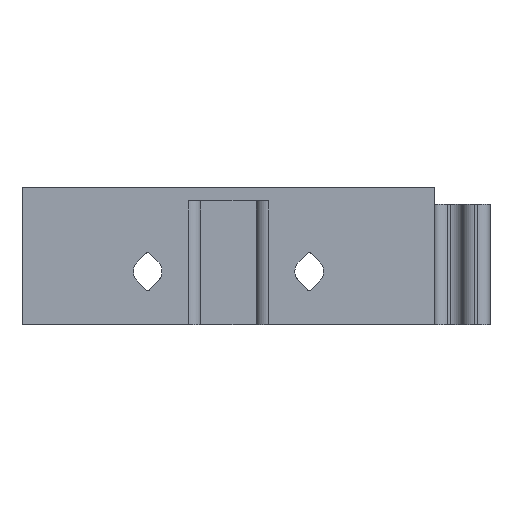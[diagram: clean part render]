
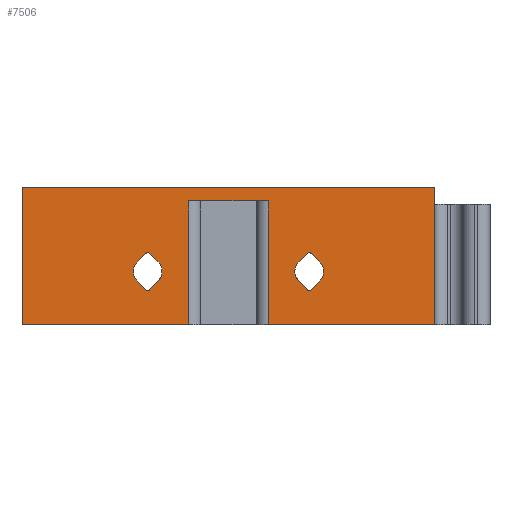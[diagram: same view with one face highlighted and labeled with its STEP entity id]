
A CAD part, left-side view. The second image highlights one B-rep face of the part: STEP entity #7506.
In plain terms, the highlighted planar face has unit normal (-1, 0, 0).
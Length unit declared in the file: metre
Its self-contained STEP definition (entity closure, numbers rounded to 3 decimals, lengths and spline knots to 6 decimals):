
#188=CIRCLE('',#8046,0.0004);
#189=CIRCLE('',#8047,0.002075);
#190=CIRCLE('',#8048,0.0004);
#191=CIRCLE('',#8049,0.002075);
#192=CIRCLE('',#8050,0.0004);
#193=CIRCLE('',#8051,0.002075);
#194=CIRCLE('',#8052,0.0004);
#195=CIRCLE('',#8053,0.002075);
#402=PLANE('',#8045);
#670=LINE('',#11004,#1424);
#800=LINE('',#11392,#1554);
#828=LINE('',#11497,#1582);
#977=LINE('',#12057,#1731);
#978=LINE('',#12058,#1732);
#979=LINE('',#12060,#1733);
#980=LINE('',#12062,#1734);
#981=LINE('',#12063,#1735);
#982=LINE('',#12064,#1736);
#983=LINE('',#12069,#1737);
#984=LINE('',#12073,#1738);
#985=LINE('',#12077,#1739);
#986=LINE('',#12080,#1740);
#987=LINE('',#12085,#1741);
#988=LINE('',#12089,#1742);
#989=LINE('',#12093,#1743);
#1424=VECTOR('',#8535,1.);
#1554=VECTOR('',#8799,1.);
#1582=VECTOR('',#8875,1.);
#1731=VECTOR('',#9260,1.);
#1732=VECTOR('',#9261,1.);
#1733=VECTOR('',#9262,1.);
#1734=VECTOR('',#9263,1.);
#1735=VECTOR('',#9264,1.);
#1736=VECTOR('',#9265,1.);
#1737=VECTOR('',#9268,1.);
#1738=VECTOR('',#9271,1.);
#1739=VECTOR('',#9274,1.);
#1740=VECTOR('',#9277,1.);
#1741=VECTOR('',#9280,1.);
#1742=VECTOR('',#9283,1.);
#1743=VECTOR('',#9286,1.);
#3011=ORIENTED_EDGE('',*,*,#5049,.T.);
#3012=ORIENTED_EDGE('',*,*,#4744,.F.);
#3013=ORIENTED_EDGE('',*,*,#5050,.F.);
#3014=ORIENTED_EDGE('',*,*,#5051,.F.);
#3015=ORIENTED_EDGE('',*,*,#5052,.T.);
#3016=ORIENTED_EDGE('',*,*,#4796,.F.);
#3017=ORIENTED_EDGE('',*,*,#5053,.T.);
#3018=ORIENTED_EDGE('',*,*,#4570,.T.);
#3019=ORIENTED_EDGE('',*,*,#5054,.F.);
#3020=ORIENTED_EDGE('',*,*,#5055,.F.);
#3021=ORIENTED_EDGE('',*,*,#5056,.T.);
#3022=ORIENTED_EDGE('',*,*,#5057,.F.);
#3023=ORIENTED_EDGE('',*,*,#5058,.T.);
#3024=ORIENTED_EDGE('',*,*,#5059,.F.);
#3025=ORIENTED_EDGE('',*,*,#5060,.F.);
#3026=ORIENTED_EDGE('',*,*,#5061,.F.);
#3027=ORIENTED_EDGE('',*,*,#5062,.F.);
#3028=ORIENTED_EDGE('',*,*,#5063,.F.);
#3029=ORIENTED_EDGE('',*,*,#5064,.T.);
#3030=ORIENTED_EDGE('',*,*,#5065,.F.);
#3031=ORIENTED_EDGE('',*,*,#5066,.T.);
#3032=ORIENTED_EDGE('',*,*,#5067,.F.);
#3033=ORIENTED_EDGE('',*,*,#5068,.F.);
#3034=ORIENTED_EDGE('',*,*,#5069,.F.);
#4570=EDGE_CURVE('',#5658,#5661,#670,.F.);
#4744=EDGE_CURVE('',#5811,#5812,#800,.F.);
#4796=EDGE_CURVE('',#5863,#5864,#828,.F.);
#5049=EDGE_CURVE('',#5661,#5812,#977,.T.);
#5050=EDGE_CURVE('',#6057,#5811,#978,.T.);
#5051=EDGE_CURVE('',#6058,#6057,#979,.F.);
#5052=EDGE_CURVE('',#6058,#5864,#980,.F.);
#5053=EDGE_CURVE('',#5863,#5658,#981,.T.);
#5054=EDGE_CURVE('',#6059,#6060,#982,.T.);
#5055=EDGE_CURVE('',#6061,#6059,#188,.T.);
#5056=EDGE_CURVE('',#6061,#6062,#983,.T.);
#5057=EDGE_CURVE('',#6063,#6062,#189,.T.);
#5058=EDGE_CURVE('',#6063,#6064,#984,.T.);
#5059=EDGE_CURVE('',#6065,#6064,#190,.T.);
#5060=EDGE_CURVE('',#6066,#6065,#985,.T.);
#5061=EDGE_CURVE('',#6060,#6066,#191,.T.);
#5062=EDGE_CURVE('',#6067,#6068,#986,.T.);
#5063=EDGE_CURVE('',#6069,#6067,#192,.T.);
#5064=EDGE_CURVE('',#6069,#6070,#987,.T.);
#5065=EDGE_CURVE('',#6071,#6070,#193,.T.);
#5066=EDGE_CURVE('',#6071,#6072,#988,.T.);
#5067=EDGE_CURVE('',#6073,#6072,#194,.T.);
#5068=EDGE_CURVE('',#6074,#6073,#989,.T.);
#5069=EDGE_CURVE('',#6068,#6074,#195,.T.);
#5658=VERTEX_POINT('',#10998);
#5661=VERTEX_POINT('',#11003);
#5811=VERTEX_POINT('',#11393);
#5812=VERTEX_POINT('',#11394);
#5863=VERTEX_POINT('',#11496);
#5864=VERTEX_POINT('',#11498);
#6057=VERTEX_POINT('',#12059);
#6058=VERTEX_POINT('',#12061);
#6059=VERTEX_POINT('',#12065);
#6060=VERTEX_POINT('',#12066);
#6061=VERTEX_POINT('',#12068);
#6062=VERTEX_POINT('',#12070);
#6063=VERTEX_POINT('',#12072);
#6064=VERTEX_POINT('',#12074);
#6065=VERTEX_POINT('',#12076);
#6066=VERTEX_POINT('',#12078);
#6067=VERTEX_POINT('',#12081);
#6068=VERTEX_POINT('',#12082);
#6069=VERTEX_POINT('',#12084);
#6070=VERTEX_POINT('',#12086);
#6071=VERTEX_POINT('',#12088);
#6072=VERTEX_POINT('',#12090);
#6073=VERTEX_POINT('',#12092);
#6074=VERTEX_POINT('',#12094);
#6608=EDGE_LOOP('',(#3011,#3012,#3013,#3014,#3015,#3016,#3017,#3018));
#6609=EDGE_LOOP('',(#3019,#3020,#3021,#3022,#3023,#3024,#3025,#3026));
#6610=EDGE_LOOP('',(#3027,#3028,#3029,#3030,#3031,#3032,#3033,#3034));
#7032=FACE_BOUND('',#6608,.T.);
#7033=FACE_BOUND('',#6609,.T.);
#7034=FACE_BOUND('',#6610,.T.);
#7506=ADVANCED_FACE('',(#7032,#7033,#7034),#402,.T.);
#8045=AXIS2_PLACEMENT_3D('',#12056,#9258,#9259);
#8046=AXIS2_PLACEMENT_3D('',#12067,#9266,#9267);
#8047=AXIS2_PLACEMENT_3D('',#12071,#9269,#9270);
#8048=AXIS2_PLACEMENT_3D('',#12075,#9272,#9273);
#8049=AXIS2_PLACEMENT_3D('',#12079,#9275,#9276);
#8050=AXIS2_PLACEMENT_3D('',#12083,#9278,#9279);
#8051=AXIS2_PLACEMENT_3D('',#12087,#9281,#9282);
#8052=AXIS2_PLACEMENT_3D('',#12091,#9284,#9285);
#8053=AXIS2_PLACEMENT_3D('',#12095,#9287,#9288);
#8535=DIRECTION('',(0.,-1.,0.));
#8799=DIRECTION('',(0.,-1.,0.));
#8875=DIRECTION('',(0.,-1.,0.));
#9258=DIRECTION('',(-1.,0.,0.));
#9259=DIRECTION('',(0.,-1.,0.));
#9260=DIRECTION('',(0.,0.,-1.));
#9261=DIRECTION('',(0.,0.,-1.));
#9262=DIRECTION('',(0.,-1.,0.));
#9263=DIRECTION('',(0.,0.,1.));
#9264=DIRECTION('',(0.,0.,1.));
#9265=DIRECTION('',(0.,-0.707,0.707));
#9266=DIRECTION('',(-1.,0.,0.));
#9267=DIRECTION('',(0.,-1.,0.));
#9268=DIRECTION('',(0.,0.707,0.707));
#9269=DIRECTION('',(-1.,0.,0.));
#9270=DIRECTION('',(0.,-1.,0.));
#9271=DIRECTION('',(0.,-0.707,0.707));
#9272=DIRECTION('',(-1.,0.,0.));
#9273=DIRECTION('',(0.,-1.,0.));
#9274=DIRECTION('',(0.,0.707,0.707));
#9275=DIRECTION('',(-1.,0.,0.));
#9276=DIRECTION('',(0.,-1.,0.));
#9277=DIRECTION('',(0.,-0.707,0.707));
#9278=DIRECTION('',(-1.,0.,0.));
#9279=DIRECTION('',(0.,-1.,0.));
#9280=DIRECTION('',(0.,0.707,0.707));
#9281=DIRECTION('',(-1.,0.,0.));
#9282=DIRECTION('',(0.,-1.,0.));
#9283=DIRECTION('',(0.,-0.707,0.707));
#9284=DIRECTION('',(-1.,0.,0.));
#9285=DIRECTION('',(0.,-1.,0.));
#9286=DIRECTION('',(0.,0.707,0.707));
#9287=DIRECTION('',(-1.,0.,0.));
#9288=DIRECTION('',(0.,-1.,0.));
#10998=CARTESIAN_POINT('',(0.630025,1.59,0.38));
#11003=CARTESIAN_POINT('',(0.630025,1.65,0.38));
#11004=CARTESIAN_POINT('',(0.630025,1.662111,0.38));
#11392=CARTESIAN_POINT('',(0.630025,1.662111,0.36));
#11393=CARTESIAN_POINT('',(0.630025,1.625778,0.36));
#11394=CARTESIAN_POINT('',(0.630025,1.65,0.36));
#11496=CARTESIAN_POINT('',(0.630025,1.59,0.36));
#11497=CARTESIAN_POINT('',(0.630025,1.662111,0.36));
#11498=CARTESIAN_POINT('',(0.630025,1.614222,0.36));
#12056=CARTESIAN_POINT('',(0.630025,1.662111,0.38));
#12057=CARTESIAN_POINT('',(0.630025,1.65,0.38));
#12058=CARTESIAN_POINT('',(0.630025,1.625778,0.38));
#12059=CARTESIAN_POINT('',(0.630025,1.625778,0.378));
#12060=CARTESIAN_POINT('',(0.630025,1.662111,0.378));
#12061=CARTESIAN_POINT('',(0.630025,1.614222,0.378));
#12062=CARTESIAN_POINT('',(0.630025,1.614222,0.38));
#12063=CARTESIAN_POINT('',(0.630025,1.59,0.38));
#12064=CARTESIAN_POINT('',(0.630025,1.639322,0.357211));
#12065=CARTESIAN_POINT('',(0.630025,1.631451,0.365082));
#12066=CARTESIAN_POINT('',(0.630025,1.630266,0.366266));
#12067=CARTESIAN_POINT('',(0.630025,1.631733,0.365365));
#12068=CARTESIAN_POINT('',(0.630025,1.632016,0.365082));
#12069=CARTESIAN_POINT('',(0.630025,1.654523,0.387588));
#12070=CARTESIAN_POINT('',(0.630025,1.633201,0.366266));
#12071=CARTESIAN_POINT('',(0.630025,1.631733,0.367733));
#12072=CARTESIAN_POINT('',(0.630025,1.633201,0.369201));
#12073=CARTESIAN_POINT('',(0.630025,1.642256,0.360145));
#12074=CARTESIAN_POINT('',(0.630025,1.632016,0.370385));
#12075=CARTESIAN_POINT('',(0.630025,1.631733,0.370102));
#12076=CARTESIAN_POINT('',(0.630025,1.631451,0.370385));
#12077=CARTESIAN_POINT('',(0.630025,1.651588,0.390523));
#12078=CARTESIAN_POINT('',(0.630025,1.630266,0.369201));
#12079=CARTESIAN_POINT('',(0.630025,1.631733,0.367733));
#12080=CARTESIAN_POINT('',(0.630025,1.627588,0.345477));
#12081=CARTESIAN_POINT('',(0.630025,1.607984,0.365082));
#12082=CARTESIAN_POINT('',(0.630025,1.606799,0.366266));
#12083=CARTESIAN_POINT('',(0.630025,1.608267,0.365365));
#12084=CARTESIAN_POINT('',(0.630025,1.608549,0.365082));
#12085=CARTESIAN_POINT('',(0.630025,1.642789,0.399322));
#12086=CARTESIAN_POINT('',(0.630025,1.609734,0.366266));
#12087=CARTESIAN_POINT('',(0.630025,1.608267,0.367733));
#12088=CARTESIAN_POINT('',(0.630025,1.609734,0.369201));
#12089=CARTESIAN_POINT('',(0.630025,1.630523,0.348412));
#12090=CARTESIAN_POINT('',(0.630025,1.608549,0.370385));
#12091=CARTESIAN_POINT('',(0.630025,1.608267,0.370102));
#12092=CARTESIAN_POINT('',(0.630025,1.607984,0.370385));
#12093=CARTESIAN_POINT('',(0.630025,1.639855,0.402256));
#12094=CARTESIAN_POINT('',(0.630025,1.606799,0.369201));
#12095=CARTESIAN_POINT('',(0.630025,1.608267,0.367733));
